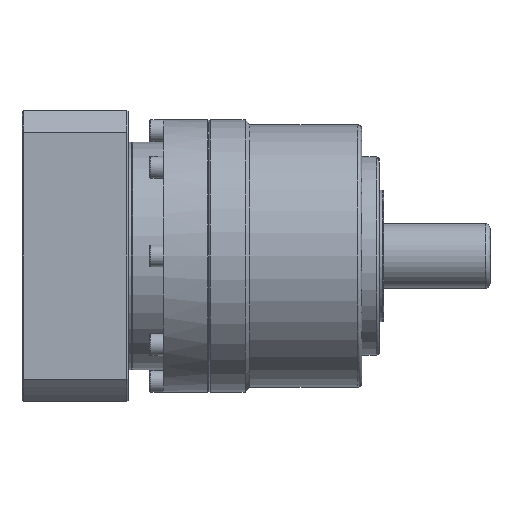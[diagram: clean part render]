
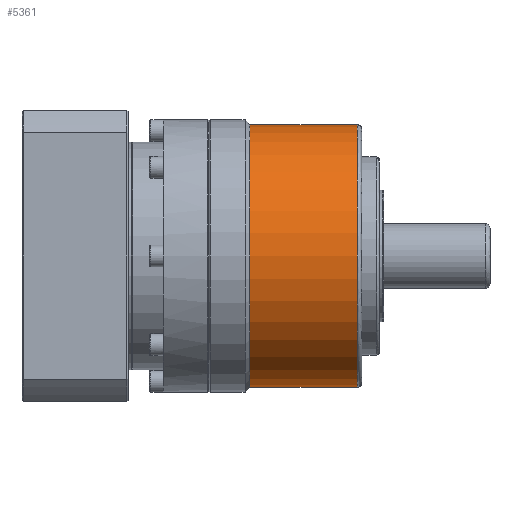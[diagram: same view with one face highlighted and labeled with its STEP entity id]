
A CAD part, front view. The second image highlights one B-rep face of the part: STEP entity #5361.
In plain terms, the highlighted cylindrical face has radius 45 mm (diameter 90 mm), a partial arc.
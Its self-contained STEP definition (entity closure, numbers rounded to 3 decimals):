
#55 = ORIENTED_EDGE ( 'NONE', *, *, #16868, .T. ) ;
#1624 = CIRCLE ( 'NONE', #5415, 45. ) ;
#2157 = CARTESIAN_POINT ( 'NONE',  ( -44., 0., -45. ) ) ;
#2231 = EDGE_CURVE ( 'NONE', #7971, #14990, #19121, .T. ) ;
#2298 = CARTESIAN_POINT ( 'NONE',  ( -44., 0., 45. ) ) ;
#2454 = DIRECTION ( 'NONE',  ( 1., 0., 0. ) ) ;
#2857 = VERTEX_POINT ( 'NONE', #7372 ) ;
#2923 = ORIENTED_EDGE ( 'NONE', *, *, #2231, .T. ) ;
#3871 = DIRECTION ( 'NONE',  ( -1., 0., 0. ) ) ;
#4465 = DIRECTION ( 'NONE',  ( 0., 0., 1. ) ) ;
#5342 = CARTESIAN_POINT ( 'NONE',  ( -82.409, 0., -45. ) ) ;
#5357 = CYLINDRICAL_SURFACE ( 'NONE', #16108, 45. ) ;
#5361 = ADVANCED_FACE ( 'NONE', ( #18953 ), #5357, .T. ) ;
#5415 = AXIS2_PLACEMENT_3D ( 'NONE', #6470, #16998, #8090 ) ;
#5825 = LINE ( 'NONE', #2157, #13365 ) ;
#6470 = CARTESIAN_POINT ( 'NONE',  ( -45.5, 0., 0. ) ) ;
#6784 = AXIS2_PLACEMENT_3D ( 'NONE', #9339, #2454, #4465 ) ;
#6984 = VERTEX_POINT ( 'NONE', #8167 ) ;
#7372 = CARTESIAN_POINT ( 'NONE',  ( -45.5, 0., -45. ) ) ;
#7668 = VECTOR ( 'NONE', #3871, 1000. ) ;
#7971 = VERTEX_POINT ( 'NONE', #14472 ) ;
#8090 = DIRECTION ( 'NONE',  ( 0., 0., 1. ) ) ;
#8167 = CARTESIAN_POINT ( 'NONE',  ( -45.5, 0., 45. ) ) ;
#8196 = DIRECTION ( 'NONE',  ( -1., 0., 0. ) ) ;
#9288 = EDGE_LOOP ( 'NONE', ( #14718, #55, #12852, #2923 ) ) ;
#9339 = CARTESIAN_POINT ( 'NONE',  ( -82.409, 0., 0. ) ) ;
#10788 = DIRECTION ( 'NONE',  ( -1., 0., 0. ) ) ;
#11884 = LINE ( 'NONE', #2298, #7668 ) ;
#12852 = ORIENTED_EDGE ( 'NONE', *, *, #17476, .T. ) ;
#13365 = VECTOR ( 'NONE', #8196, 1000. ) ;
#14472 = CARTESIAN_POINT ( 'NONE',  ( -82.409, 0., 45. ) ) ;
#14718 = ORIENTED_EDGE ( 'NONE', *, *, #17434, .F. ) ;
#14990 = VERTEX_POINT ( 'NONE', #5342 ) ;
#15290 = DIRECTION ( 'NONE',  ( 0., 0., 1. ) ) ;
#16108 = AXIS2_PLACEMENT_3D ( 'NONE', #19117, #10788, #15290 ) ;
#16868 = EDGE_CURVE ( 'NONE', #2857, #6984, #1624, .T. ) ;
#16998 = DIRECTION ( 'NONE',  ( -1., 0., 0. ) ) ;
#17434 = EDGE_CURVE ( 'NONE', #2857, #14990, #5825, .T. ) ;
#17476 = EDGE_CURVE ( 'NONE', #6984, #7971, #11884, .T. ) ;
#18953 = FACE_OUTER_BOUND ( 'NONE', #9288, .T. ) ;
#19117 = CARTESIAN_POINT ( 'NONE',  ( -44., 0., 0. ) ) ;
#19121 = CIRCLE ( 'NONE', #6784, 45. ) ;
